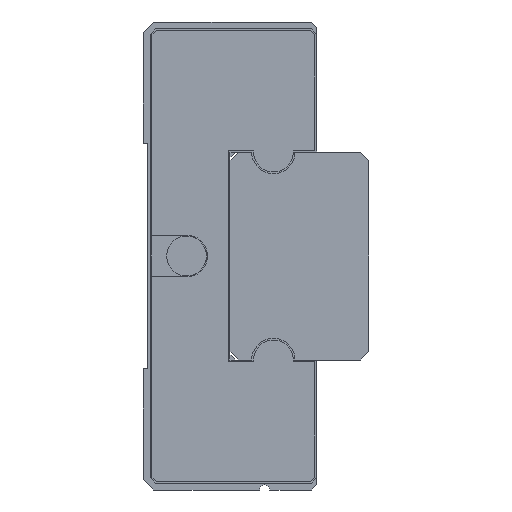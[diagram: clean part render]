
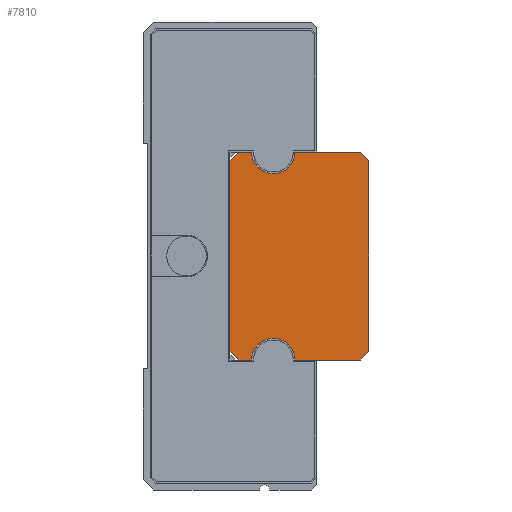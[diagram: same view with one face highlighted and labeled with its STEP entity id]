
A CAD part, left-side view. The second image highlights one B-rep face of the part: STEP entity #7810.
In plain terms, the highlighted face is planar.
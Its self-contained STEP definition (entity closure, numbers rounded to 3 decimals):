
#66 = AXIS2_PLACEMENT_3D ( 'NONE', #9662, #1333, #2572 ) ;
#275 = VECTOR ( 'NONE', #12579, 1000. ) ;
#280 = VECTOR ( 'NONE', #594, 1000. ) ;
#505 = DIRECTION ( 'NONE',  ( 1., 0., 0. ) ) ;
#589 = EDGE_CURVE ( 'NONE', #1205, #730, #7895, .T. ) ;
#594 = DIRECTION ( 'NONE',  ( -0.707, -0.707, 0. ) ) ;
#628 = CARTESIAN_POINT ( 'NONE',  ( 6., 5.5, 35. ) ) ;
#730 = VERTEX_POINT ( 'NONE', #15200 ) ;
#756 = DIRECTION ( 'NONE',  ( 0., 1., 0. ) ) ;
#1099 = LINE ( 'NONE', #9294, #12504 ) ;
#1183 = ORIENTED_EDGE ( 'NONE', *, *, #8667, .T. ) ;
#1205 = VERTEX_POINT ( 'NONE', #13412 ) ;
#1211 = VERTEX_POINT ( 'NONE', #9808 ) ;
#1333 = DIRECTION ( 'NONE',  ( 0., 0., -1. ) ) ;
#1370 = LINE ( 'NONE', #13232, #5073 ) ;
#1528 = VECTOR ( 'NONE', #505, 1000. ) ;
#1812 = CARTESIAN_POINT ( 'NONE',  ( -6., 0.5, 35. ) ) ;
#1948 = CARTESIAN_POINT ( 'NONE',  ( 6., 5.5, 35. ) ) ;
#2572 = DIRECTION ( 'NONE',  ( 0., -1., 0. ) ) ;
#2776 = DIRECTION ( 'NONE',  ( -1., 0., 0. ) ) ;
#2936 = LINE ( 'NONE', #9879, #6960 ) ;
#2975 = EDGE_CURVE ( 'NONE', #11266, #10806, #1370, .T. ) ;
#3066 = ORIENTED_EDGE ( 'NONE', *, *, #6881, .T. ) ;
#3098 = VERTEX_POINT ( 'NONE', #4516 ) ;
#3119 = EDGE_CURVE ( 'NONE', #14851, #3535, #9985, .T. ) ;
#3213 = DIRECTION ( 'NONE',  ( 0., 0., -1. ) ) ;
#3509 = CARTESIAN_POINT ( 'NONE',  ( 6., 6.75, 35. ) ) ;
#3535 = VERTEX_POINT ( 'NONE', #11719 ) ;
#3686 = VERTEX_POINT ( 'NONE', #4692 ) ;
#3756 = ORIENTED_EDGE ( 'NONE', *, *, #9418, .F. ) ;
#3807 = EDGE_CURVE ( 'NONE', #3535, #10806, #6153, .T. ) ;
#3927 = ORIENTED_EDGE ( 'NONE', *, *, #3119, .T. ) ;
#3928 = ORIENTED_EDGE ( 'NONE', *, *, #10827, .T. ) ;
#3977 = DIRECTION ( 'NONE',  ( 0., 0., -1. ) ) ;
#4076 = AXIS2_PLACEMENT_3D ( 'NONE', #1948, #7820, #5661 ) ;
#4171 = CARTESIAN_POINT ( 'NONE',  ( -6., 7.5, 35. ) ) ;
#4271 = ORIENTED_EDGE ( 'NONE', *, *, #11508, .F. ) ;
#4444 = EDGE_LOOP ( 'NONE', ( #3928, #3756, #3066, #13617, #13283, #4928, #1183, #4271, #10796, #6132, #3927, #5955, #7160 ) ) ;
#4516 = CARTESIAN_POINT ( 'NONE',  ( 5.5, 8., 35. ) ) ;
#4690 = AXIS2_PLACEMENT_3D ( 'NONE', #628, #3977, #8611 ) ;
#4692 = CARTESIAN_POINT ( 'NONE',  ( -6., 7.5, 35. ) ) ;
#4928 = ORIENTED_EDGE ( 'NONE', *, *, #6849, .F. ) ;
#4987 = CARTESIAN_POINT ( 'NONE',  ( -6., 6.75, 35. ) ) ;
#4988 = DIRECTION ( 'NONE',  ( 0., -1., 0. ) ) ;
#5073 = VECTOR ( 'NONE', #4988, 1000. ) ;
#5169 = VERTEX_POINT ( 'NONE', #1812 ) ;
#5180 = CARTESIAN_POINT ( 'NONE',  ( -5.5, 0., 35. ) ) ;
#5661 = DIRECTION ( 'NONE',  ( 0., -1., 0. ) ) ;
#5814 = CARTESIAN_POINT ( 'NONE',  ( -6., 6.75, 35. ) ) ;
#5922 = DIRECTION ( 'NONE',  ( 0.707, -0.707, 0. ) ) ;
#5955 = ORIENTED_EDGE ( 'NONE', *, *, #3807, .T. ) ;
#6101 = DIRECTION ( 'NONE',  ( 0., -1., 0. ) ) ;
#6130 = AXIS2_PLACEMENT_3D ( 'NONE', #9235, #3213, #6921 ) ;
#6132 = ORIENTED_EDGE ( 'NONE', *, *, #6605, .F. ) ;
#6153 = CIRCLE ( 'NONE', #4690, 1.25 ) ;
#6213 = VECTOR ( 'NONE', #5922, 1000. ) ;
#6605 = EDGE_CURVE ( 'NONE', #14851, #730, #13188, .T. ) ;
#6806 = CARTESIAN_POINT ( 'NONE',  ( -6., 4.25, 35. ) ) ;
#6849 = EDGE_CURVE ( 'NONE', #5169, #13448, #2936, .T. ) ;
#6881 = EDGE_CURVE ( 'NONE', #1211, #3686, #8653, .T. ) ;
#6921 = DIRECTION ( 'NONE',  ( 0., 1., 0. ) ) ;
#6960 = VECTOR ( 'NONE', #756, 1000. ) ;
#7160 = ORIENTED_EDGE ( 'NONE', *, *, #2975, .F. ) ;
#7167 = CARTESIAN_POINT ( 'NONE',  ( -3.75, -1.75, 35. ) ) ;
#7204 = PLANE ( 'NONE',  #66 ) ;
#7369 = CIRCLE ( 'NONE', #6130, 1.25 ) ;
#7810 = ADVANCED_FACE ( 'NONE', ( #9291 ), #7204, .F. ) ;
#7820 = DIRECTION ( 'NONE',  ( 0., 0., -1. ) ) ;
#7895 = LINE ( 'NONE', #14749, #275 ) ;
#7987 = DIRECTION ( 'NONE',  ( -0.707, 0.707, 0. ) ) ;
#8006 = CARTESIAN_POINT ( 'NONE',  ( 5.7, 0., 35. ) ) ;
#8611 = DIRECTION ( 'NONE',  ( 0., -1., 0. ) ) ;
#8653 = LINE ( 'NONE', #4171, #280 ) ;
#8664 = CARTESIAN_POINT ( 'NONE',  ( 6., 4.25, 35. ) ) ;
#8667 = EDGE_CURVE ( 'NONE', #5169, #11173, #13003, .T. ) ;
#8783 = EDGE_CURVE ( 'NONE', #14585, #3686, #12063, .T. ) ;
#9235 = CARTESIAN_POINT ( 'NONE',  ( -6., 5.5, 35. ) ) ;
#9291 = FACE_OUTER_BOUND ( 'NONE', #4444, .T. ) ;
#9294 = CARTESIAN_POINT ( 'NONE',  ( 6.5, 7., 35. ) ) ;
#9418 = EDGE_CURVE ( 'NONE', #1211, #3098, #13478, .T. ) ;
#9449 = VECTOR ( 'NONE', #11007, 1000. ) ;
#9662 = CARTESIAN_POINT ( 'NONE',  ( 1.5, 0., 35. ) ) ;
#9664 = VECTOR ( 'NONE', #6101, 1000. ) ;
#9808 = CARTESIAN_POINT ( 'NONE',  ( -5.5, 8., 35. ) ) ;
#9855 = EDGE_CURVE ( 'NONE', #14585, #13448, #7369, .T. ) ;
#9869 = LINE ( 'NONE', #8006, #10855 ) ;
#9879 = CARTESIAN_POINT ( 'NONE',  ( -6., 0.3, 35. ) ) ;
#9985 = CIRCLE ( 'NONE', #4076, 1.25 ) ;
#10796 = ORIENTED_EDGE ( 'NONE', *, *, #589, .T. ) ;
#10806 = VERTEX_POINT ( 'NONE', #3509 ) ;
#10827 = EDGE_CURVE ( 'NONE', #11266, #3098, #1099, .T. ) ;
#10855 = VECTOR ( 'NONE', #2776, 1000. ) ;
#11007 = DIRECTION ( 'NONE',  ( 0., 1., 0. ) ) ;
#11095 = CARTESIAN_POINT ( 'NONE',  ( -5.7, 8., 35. ) ) ;
#11173 = VERTEX_POINT ( 'NONE', #5180 ) ;
#11266 = VERTEX_POINT ( 'NONE', #11718 ) ;
#11508 = EDGE_CURVE ( 'NONE', #1205, #11173, #9869, .T. ) ;
#11718 = CARTESIAN_POINT ( 'NONE',  ( 6., 7.5, 35. ) ) ;
#11719 = CARTESIAN_POINT ( 'NONE',  ( 4.75, 5.5, 35. ) ) ;
#12063 = LINE ( 'NONE', #4987, #9449 ) ;
#12096 = CARTESIAN_POINT ( 'NONE',  ( 6., 4.25, 35. ) ) ;
#12504 = VECTOR ( 'NONE', #7987, 1000. ) ;
#12579 = DIRECTION ( 'NONE',  ( 0.707, 0.707, 0. ) ) ;
#13003 = LINE ( 'NONE', #7167, #6213 ) ;
#13188 = LINE ( 'NONE', #12096, #9664 ) ;
#13232 = CARTESIAN_POINT ( 'NONE',  ( 6., 7.7, 35. ) ) ;
#13283 = ORIENTED_EDGE ( 'NONE', *, *, #9855, .T. ) ;
#13412 = CARTESIAN_POINT ( 'NONE',  ( 5.5, 0., 35. ) ) ;
#13448 = VERTEX_POINT ( 'NONE', #6806 ) ;
#13478 = LINE ( 'NONE', #11095, #1528 ) ;
#13617 = ORIENTED_EDGE ( 'NONE', *, *, #8783, .F. ) ;
#14585 = VERTEX_POINT ( 'NONE', #5814 ) ;
#14749 = CARTESIAN_POINT ( 'NONE',  ( 4.75, -0.75, 35. ) ) ;
#14851 = VERTEX_POINT ( 'NONE', #8664 ) ;
#15200 = CARTESIAN_POINT ( 'NONE',  ( 6., 0.5, 35. ) ) ;
